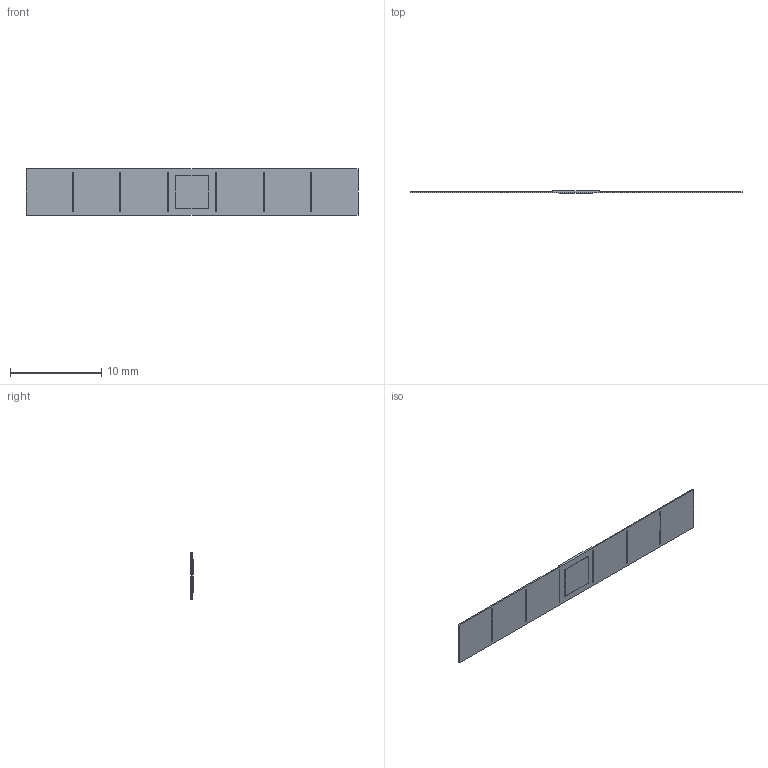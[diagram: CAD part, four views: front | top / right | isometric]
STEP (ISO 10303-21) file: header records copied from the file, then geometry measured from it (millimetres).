
FILE_DESCRIPTION((''),'2;1');
FILE_NAME('SATTELIT','2025-02-04T12:44:48',('c8501100'),(''),'CREO PARAMETRIC BY PTC INC, 2017380','CREO PARAMETRIC BY PTC INC, 2017380','');
FILE_SCHEMA(('CONFIG_CONTROL_DESIGN'));
Length unit declared in the file: inch
Products named in the file (1): SATTELIT
Bounding box: 36.32 x 0.3 x 5.08 mm (x, y, z)
Volume: 26.9 mm3; surface area: 381.8 mm2
Topology: 1 solids, 1 shells, 37 faces, 108 edges, 72 vertices
Faces by surface type: plane 37
Entity records: 1266 total; most frequent: CARTESIAN_POINT 217, ORIENTED_EDGE 216, DIRECTION 182, VECTOR 108, LINE 108, EDGE_CURVE 108, VERTEX_POINT 72, EDGE_LOOP 48
